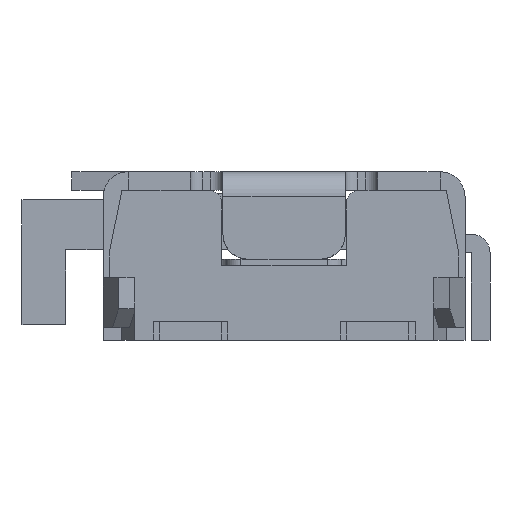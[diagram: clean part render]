
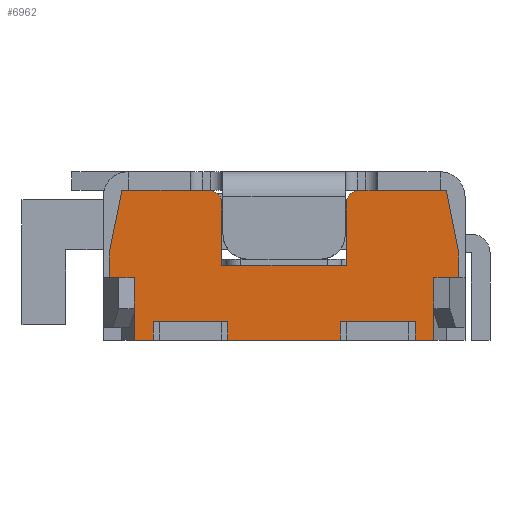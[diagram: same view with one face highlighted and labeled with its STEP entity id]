
A CAD part, left-side view. The second image highlights one B-rep face of the part: STEP entity #6962.
In plain terms, the highlighted planar face has unit normal (-1, 0, 0).
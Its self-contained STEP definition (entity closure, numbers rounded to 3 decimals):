
#358=FACE_OUTER_BOUND('',#716,.T.);
#716=EDGE_LOOP('',(#5850,#5851,#5852,#5853,#5854,#5855,#5856,#5857,#5858,
#5859,#5860,#5861,#5862,#5863,#5864,#5865,#5866,#5867,#5868,#5869,#5870,
#5871,#5872,#5873));
#945=CIRCLE('',#7467,0.1);
#946=CIRCLE('',#7470,0.1);
#1484=LINE('',#10819,#2353);
#1492=LINE('',#10833,#2361);
#1530=LINE('',#10904,#2399);
#1616=LINE('',#11080,#2485);
#1620=LINE('',#11089,#2489);
#1621=LINE('',#11093,#2490);
#1622=LINE('',#11095,#2491);
#1623=LINE('',#11096,#2492);
#1624=LINE('',#11098,#2493);
#1625=LINE('',#11099,#2494);
#1626=LINE('',#11101,#2495);
#1627=LINE('',#11103,#2496);
#1628=LINE('',#11105,#2497);
#1629=LINE('',#11107,#2498);
#1630=LINE('',#11109,#2499);
#1631=LINE('',#11111,#2500);
#1632=LINE('',#11113,#2501);
#1633=LINE('',#11115,#2502);
#1634=LINE('',#11117,#2503);
#1635=LINE('',#11119,#2504);
#1636=LINE('',#11121,#2505);
#1637=LINE('',#11122,#2506);
#2353=VECTOR('',#8761,10.);
#2361=VECTOR('',#8775,10.);
#2399=VECTOR('',#8839,10.);
#2485=VECTOR('',#9009,10.);
#2489=VECTOR('',#9019,10.);
#2490=VECTOR('',#9022,10.);
#2491=VECTOR('',#9023,10.);
#2492=VECTOR('',#9024,10.);
#2493=VECTOR('',#9025,10.);
#2494=VECTOR('',#9026,10.);
#2495=VECTOR('',#9027,10.);
#2496=VECTOR('',#9028,10.);
#2497=VECTOR('',#9029,10.);
#2498=VECTOR('',#9032,10.);
#2499=VECTOR('',#9033,10.);
#2500=VECTOR('',#9034,10.);
#2501=VECTOR('',#9035,10.);
#2502=VECTOR('',#9036,10.);
#2503=VECTOR('',#9037,10.);
#2504=VECTOR('',#9038,10.);
#2505=VECTOR('',#9039,10.);
#2506=VECTOR('',#9040,10.);
#3140=VERTEX_POINT('',#10816);
#3141=VERTEX_POINT('',#10818);
#3143=VERTEX_POINT('',#10830);
#3144=VERTEX_POINT('',#10832);
#3163=VERTEX_POINT('',#10901);
#3164=VERTEX_POINT('',#10903);
#3211=VERTEX_POINT('',#11077);
#3212=VERTEX_POINT('',#11079);
#3213=VERTEX_POINT('',#11083);
#3214=VERTEX_POINT('',#11087);
#3215=VERTEX_POINT('',#11091);
#3216=VERTEX_POINT('',#11092);
#3217=VERTEX_POINT('',#11094);
#3218=VERTEX_POINT('',#11097);
#3219=VERTEX_POINT('',#11100);
#3220=VERTEX_POINT('',#11102);
#3221=VERTEX_POINT('',#11104);
#3222=VERTEX_POINT('',#11108);
#3223=VERTEX_POINT('',#11110);
#3224=VERTEX_POINT('',#11112);
#3225=VERTEX_POINT('',#11114);
#3226=VERTEX_POINT('',#11116);
#3227=VERTEX_POINT('',#11118);
#3228=VERTEX_POINT('',#11120);
#3998=EDGE_CURVE('',#3141,#3140,#1484,.T.);
#4006=EDGE_CURVE('',#3144,#3143,#1492,.T.);
#4044=EDGE_CURVE('',#3164,#3163,#1530,.T.);
#4135=EDGE_CURVE('',#3212,#3211,#1616,.T.);
#4138=EDGE_CURVE('',#3213,#3211,#945,.T.);
#4140=EDGE_CURVE('',#3143,#3214,#1620,.T.);
#4141=EDGE_CURVE('',#3215,#3216,#1621,.T.);
#4142=EDGE_CURVE('',#3215,#3217,#1622,.T.);
#4143=EDGE_CURVE('',#3217,#3164,#1623,.T.);
#4144=EDGE_CURVE('',#3163,#3218,#1624,.T.);
#4145=EDGE_CURVE('',#3218,#3212,#1625,.T.);
#4146=EDGE_CURVE('',#3213,#3219,#1626,.T.);
#4147=EDGE_CURVE('',#3219,#3220,#1627,.T.);
#4148=EDGE_CURVE('',#3220,#3221,#1628,.T.);
#4149=EDGE_CURVE('',#3144,#3221,#946,.T.);
#4150=EDGE_CURVE('',#3214,#3141,#1629,.T.);
#4151=EDGE_CURVE('',#3140,#3222,#1630,.T.);
#4152=EDGE_CURVE('',#3222,#3223,#1631,.T.);
#4153=EDGE_CURVE('',#3224,#3223,#1632,.T.);
#4154=EDGE_CURVE('',#3225,#3224,#1633,.T.);
#4155=EDGE_CURVE('',#3226,#3225,#1634,.T.);
#4156=EDGE_CURVE('',#3226,#3227,#1635,.T.);
#4157=EDGE_CURVE('',#3228,#3227,#1636,.T.);
#4158=EDGE_CURVE('',#3216,#3228,#1637,.T.);
#5850=ORIENTED_EDGE('',*,*,#4141,.F.);
#5851=ORIENTED_EDGE('',*,*,#4142,.T.);
#5852=ORIENTED_EDGE('',*,*,#4143,.T.);
#5853=ORIENTED_EDGE('',*,*,#4044,.T.);
#5854=ORIENTED_EDGE('',*,*,#4144,.T.);
#5855=ORIENTED_EDGE('',*,*,#4145,.T.);
#5856=ORIENTED_EDGE('',*,*,#4135,.T.);
#5857=ORIENTED_EDGE('',*,*,#4138,.F.);
#5858=ORIENTED_EDGE('',*,*,#4146,.T.);
#5859=ORIENTED_EDGE('',*,*,#4147,.T.);
#5860=ORIENTED_EDGE('',*,*,#4148,.T.);
#5861=ORIENTED_EDGE('',*,*,#4149,.F.);
#5862=ORIENTED_EDGE('',*,*,#4006,.T.);
#5863=ORIENTED_EDGE('',*,*,#4140,.T.);
#5864=ORIENTED_EDGE('',*,*,#4150,.T.);
#5865=ORIENTED_EDGE('',*,*,#3998,.T.);
#5866=ORIENTED_EDGE('',*,*,#4151,.T.);
#5867=ORIENTED_EDGE('',*,*,#4152,.T.);
#5868=ORIENTED_EDGE('',*,*,#4153,.F.);
#5869=ORIENTED_EDGE('',*,*,#4154,.F.);
#5870=ORIENTED_EDGE('',*,*,#4155,.F.);
#5871=ORIENTED_EDGE('',*,*,#4156,.T.);
#5872=ORIENTED_EDGE('',*,*,#4157,.F.);
#5873=ORIENTED_EDGE('',*,*,#4158,.F.);
#6622=PLANE('',#7469);
#6962=ADVANCED_FACE('',(#358),#6622,.T.);
#7467=AXIS2_PLACEMENT_3D('',#11085,#9014,#9015);
#7469=AXIS2_PLACEMENT_3D('',#11090,#9020,#9021);
#7470=AXIS2_PLACEMENT_3D('',#11106,#9030,#9031);
#8761=DIRECTION('',(0.,-1.,0.));
#8775=DIRECTION('',(0.,1.,0.));
#8839=DIRECTION('',(0.,-1.,0.));
#9009=DIRECTION('',(0.,1.,0.));
#9014=DIRECTION('center_axis',(1.,0.,0.));
#9015=DIRECTION('ref_axis',(0.,0.707,0.707));
#9019=DIRECTION('',(0.,0.196,-0.981));
#9020=DIRECTION('center_axis',(-1.,0.,0.));
#9021=DIRECTION('ref_axis',(0.,-1.,0.));
#9022=DIRECTION('',(0.,0.,1.));
#9023=DIRECTION('',(0.,-1.,0.));
#9024=DIRECTION('',(0.,0.,1.));
#9025=DIRECTION('',(0.,0.,1.));
#9026=DIRECTION('',(0.,0.196,0.981));
#9027=DIRECTION('',(0.,0.,-1.));
#9028=DIRECTION('',(0.,1.,0.));
#9029=DIRECTION('',(0.,0.,1.));
#9030=DIRECTION('center_axis',(1.,0.,0.));
#9031=DIRECTION('ref_axis',(0.,-0.707,0.707));
#9032=DIRECTION('',(0.,0.,-1.));
#9033=DIRECTION('',(0.,0.,-1.));
#9034=DIRECTION('',(0.,-1.,0.));
#9035=DIRECTION('',(0.,0.,-1.));
#9036=DIRECTION('',(0.,1.,0.));
#9037=DIRECTION('',(0.,0.,1.));
#9038=DIRECTION('',(0.,-1.,0.));
#9039=DIRECTION('',(0.,0.,-1.));
#9040=DIRECTION('',(0.,1.,0.));
#10816=CARTESIAN_POINT('',(-1.217,1.406,0.004));
#10818=CARTESIAN_POINT('',(-1.217,1.606,0.004));
#10819=CARTESIAN_POINT('',(-1.217,1.606,0.004));
#10830=CARTESIAN_POINT('',(-1.217,1.506,0.704));
#10832=CARTESIAN_POINT('',(-1.217,0.806,0.704));
#10833=CARTESIAN_POINT('',(-1.217,-1.194,0.704));
#10901=CARTESIAN_POINT('',(-1.217,-1.194,0.004));
#10903=CARTESIAN_POINT('',(-1.217,-0.994,0.004));
#10904=CARTESIAN_POINT('',(-1.217,-0.994,0.004));
#11077=CARTESIAN_POINT('',(-1.217,-0.394,0.704));
#11079=CARTESIAN_POINT('',(-1.217,-1.094,0.704));
#11080=CARTESIAN_POINT('',(-1.217,-1.194,0.704));
#11083=CARTESIAN_POINT('',(-1.217,-0.294,0.604));
#11085=CARTESIAN_POINT('Origin',(-1.217,-0.394,0.604));
#11087=CARTESIAN_POINT('',(-1.217,1.606,0.204));
#11089=CARTESIAN_POINT('',(-1.217,1.589,0.291));
#11090=CARTESIAN_POINT('Origin',(-1.217,0.206,0.104));
#11091=CARTESIAN_POINT('',(-1.217,-0.844,-0.496));
#11092=CARTESIAN_POINT('',(-1.217,-0.844,-0.346));
#11093=CARTESIAN_POINT('',(-1.217,-0.844,-0.496));
#11094=CARTESIAN_POINT('',(-1.217,-0.994,-0.496));
#11095=CARTESIAN_POINT('',(-1.217,1.406,-0.496));
#11096=CARTESIAN_POINT('',(-1.217,-0.994,-0.496));
#11097=CARTESIAN_POINT('',(-1.217,-1.194,0.204));
#11098=CARTESIAN_POINT('',(-1.217,-1.194,0.004));
#11099=CARTESIAN_POINT('',(-1.217,-1.176,0.291));
#11100=CARTESIAN_POINT('',(-1.217,-0.294,0.104));
#11101=CARTESIAN_POINT('',(-1.217,-0.294,0.404));
#11102=CARTESIAN_POINT('',(-1.217,0.706,0.104));
#11103=CARTESIAN_POINT('',(-1.217,-0.044,0.104));
#11104=CARTESIAN_POINT('',(-1.217,0.706,0.604));
#11105=CARTESIAN_POINT('',(-1.217,0.706,0.104));
#11106=CARTESIAN_POINT('Origin',(-1.217,0.806,0.604));
#11107=CARTESIAN_POINT('',(-1.217,1.606,0.704));
#11108=CARTESIAN_POINT('',(-1.217,1.406,-0.496));
#11109=CARTESIAN_POINT('',(-1.217,1.406,0.004));
#11110=CARTESIAN_POINT('',(-1.217,1.256,-0.496));
#11111=CARTESIAN_POINT('',(-1.217,1.406,-0.496));
#11112=CARTESIAN_POINT('',(-1.217,1.256,-0.346));
#11113=CARTESIAN_POINT('',(-1.217,1.256,-0.346));
#11114=CARTESIAN_POINT('',(-1.217,0.656,-0.346));
#11115=CARTESIAN_POINT('',(-1.217,0.656,-0.346));
#11116=CARTESIAN_POINT('',(-1.217,0.656,-0.496));
#11117=CARTESIAN_POINT('',(-1.217,0.656,-0.496));
#11118=CARTESIAN_POINT('',(-1.217,-0.244,-0.496));
#11119=CARTESIAN_POINT('',(-1.217,1.406,-0.496));
#11120=CARTESIAN_POINT('',(-1.217,-0.244,-0.346));
#11121=CARTESIAN_POINT('',(-1.217,-0.244,-0.346));
#11122=CARTESIAN_POINT('',(-1.217,-0.844,-0.346));
